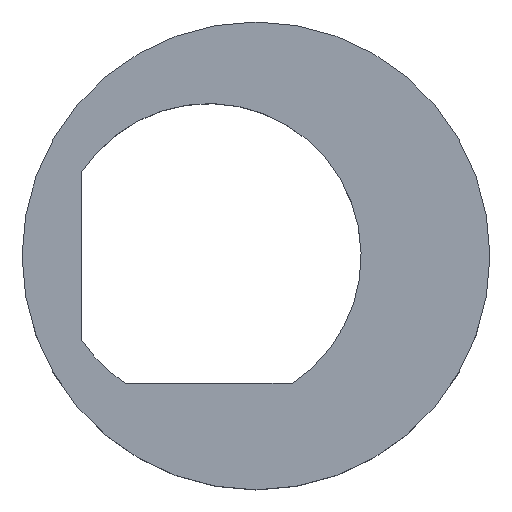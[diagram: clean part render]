
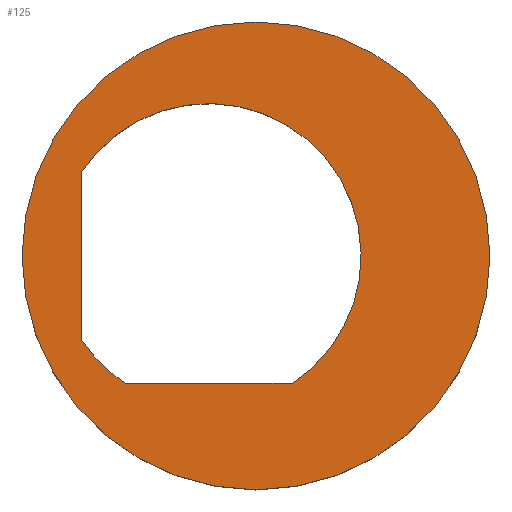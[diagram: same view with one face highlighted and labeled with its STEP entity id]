
A CAD part, top view. The second image highlights one B-rep face of the part: STEP entity #125.
In plain terms, the highlighted planar face has unit normal (0, 0, 1).
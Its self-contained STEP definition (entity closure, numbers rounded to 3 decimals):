
#16=FACE_BOUND('',#41,.T.);
#18=CIRCLE('',#143,6.45);
#20=CIRCLE('',#147,6.45);
#21=CIRCLE('',#149,9.9);
#32=FACE_OUTER_BOUND('',#40,.T.);
#40=EDGE_LOOP('',(#110));
#41=EDGE_LOOP('',(#111,#112,#113,#114));
#44=LINE('',#198,#53);
#49=LINE('',#211,#58);
#53=VECTOR('',#159,10.);
#58=VECTOR('',#172,10.);
#62=VERTEX_POINT('',#195);
#63=VERTEX_POINT('',#197);
#65=VERTEX_POINT('',#203);
#67=VERTEX_POINT('',#209);
#68=VERTEX_POINT('',#216);
#72=EDGE_CURVE('',#63,#62,#44,.F.);
#76=EDGE_CURVE('',#62,#65,#18,.T.);
#79=EDGE_CURVE('',#65,#67,#49,.F.);
#81=EDGE_CURVE('',#67,#63,#20,.T.);
#82=EDGE_CURVE('',#68,#68,#21,.T.);
#110=ORIENTED_EDGE('',*,*,#82,.T.);
#111=ORIENTED_EDGE('',*,*,#72,.T.);
#112=ORIENTED_EDGE('',*,*,#76,.T.);
#113=ORIENTED_EDGE('',*,*,#79,.T.);
#114=ORIENTED_EDGE('',*,*,#81,.T.);
#118=PLANE('',#152);
#125=ADVANCED_FACE('',(#32,#16),#118,.F.);
#143=AXIS2_PLACEMENT_3D('',#205,#166,#167);
#147=AXIS2_PLACEMENT_3D('',#214,#177,#178);
#149=AXIS2_PLACEMENT_3D('',#217,#181,#182);
#152=AXIS2_PLACEMENT_3D('',#222,#188,#189);
#159=DIRECTION('',(0.,-1.,0.));
#166=DIRECTION('center_axis',(0.,0.,-1.));
#167=DIRECTION('ref_axis',(-0.815,0.58,0.));
#172=DIRECTION('',(1.,0.,0.));
#177=DIRECTION('center_axis',(0.,0.,-1.));
#178=DIRECTION('ref_axis',(-0.58,-0.815,0.));
#181=DIRECTION('center_axis',(0.,0.,1.));
#182=DIRECTION('ref_axis',(-1.,0.,0.));
#188=DIRECTION('center_axis',(0.,0.,-1.));
#189=DIRECTION('ref_axis',(-1.,0.,0.));
#195=CARTESIAN_POINT('',(-5.4,3.527,4.87));
#197=CARTESIAN_POINT('',(-5.4,-3.527,4.87));
#198=CARTESIAN_POINT('',(-5.4,1.869,4.87));
#203=CARTESIAN_POINT('',(3.527,-5.4,4.87));
#205=CARTESIAN_POINT('Origin',(0.,0.,
4.87));
#209=CARTESIAN_POINT('',(-3.527,-5.4,4.87));
#211=CARTESIAN_POINT('',(-0.869,-5.4,4.87));
#214=CARTESIAN_POINT('Origin',(0.,0.,
4.87));
#216=CARTESIAN_POINT('',(11.9,0.,4.87));
#217=CARTESIAN_POINT('Origin',(2.,0.,4.87));
#222=CARTESIAN_POINT('Origin',(2.,0.,4.87));
